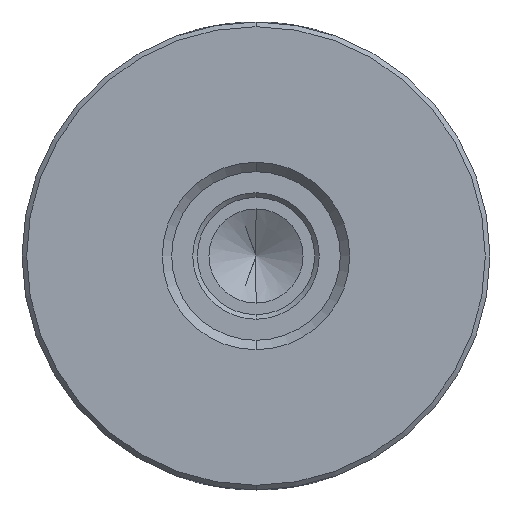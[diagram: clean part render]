
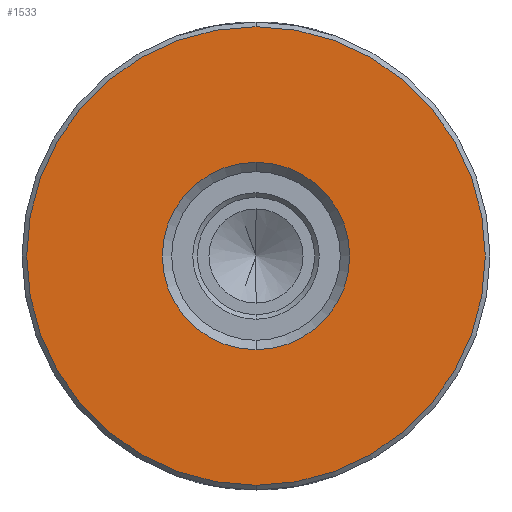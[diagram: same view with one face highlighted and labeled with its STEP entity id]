
A CAD part, front view. The second image highlights one B-rep face of the part: STEP entity #1533.
In plain terms, the highlighted planar face has unit normal (0, -1, 0).
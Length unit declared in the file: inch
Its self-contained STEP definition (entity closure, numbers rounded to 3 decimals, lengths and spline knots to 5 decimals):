
#104 = CARTESIAN_POINT ( 'NONE',  ( 0.03193, -1.85675, 0.37533 ) ) ;
#268 = FACE_BOUND ( 'NONE', #2078, .T. ) ;
#269 = FACE_OUTER_BOUND ( 'NONE', #1692, .T. ) ;
#421 = DIRECTION ( 'NONE',  ( 0., 0., 1. ) ) ;
#559 = DIRECTION ( 'NONE',  ( 0., -1., 0. ) ) ;
#561 = CARTESIAN_POINT ( 'NONE',  ( 0.03193, -1.85675, -0.11417 ) ) ;
#650 = CARTESIAN_POINT ( 'NONE',  ( 0.03193, -1.85675, 0.08583 ) ) ;
#656 = CARTESIAN_POINT ( 'NONE',  ( 0.03193, -1.85675, -0.31417 ) ) ;
#664 = CARTESIAN_POINT ( 'NONE',  ( 0.03193, -1.85675, -0.60367 ) ) ;
#742 = EDGE_CURVE ( 'NONE', #2056, #1908, #1799, .T. ) ;
#743 = EDGE_CURVE ( 'NONE', #1784, #1841, #1806, .T. ) ;
#752 = EDGE_CURVE ( 'NONE', #1908, #2056, #1813, .T. ) ;
#812 = EDGE_CURVE ( 'NONE', #1841, #1784, #1866, .T. ) ;
#824 = AXIS2_PLACEMENT_3D ( 'NONE', #1143, #1124, #1158 ) ;
#825 = AXIS2_PLACEMENT_3D ( 'NONE', #1119, #1068, #1138 ) ;
#831 = AXIS2_PLACEMENT_3D ( 'NONE', #1025, #1183, #1001 ) ;
#852 = AXIS2_PLACEMENT_3D ( 'NONE', #561, #559, #421 ) ;
#1001 = DIRECTION ( 'NONE',  ( 0., 0., -1. ) ) ;
#1025 = CARTESIAN_POINT ( 'NONE',  ( 0.03193, -1.85675, -0.11417 ) ) ;
#1068 = DIRECTION ( 'NONE',  ( 0., -1., 0. ) ) ;
#1119 = CARTESIAN_POINT ( 'NONE',  ( 0.03193, -1.85675, -0.11417 ) ) ;
#1124 = DIRECTION ( 'NONE',  ( 0., -1., 0. ) ) ;
#1138 = DIRECTION ( 'NONE',  ( 0., 0., 1. ) ) ;
#1143 = CARTESIAN_POINT ( 'NONE',  ( 0.03193, -1.85675, -0.11417 ) ) ;
#1158 = DIRECTION ( 'NONE',  ( 0., 0., -1. ) ) ;
#1183 = DIRECTION ( 'NONE',  ( 0., -1., 0. ) ) ;
#1487 = AXIS2_PLACEMENT_3D ( 'NONE', #2027, #1964, #2032 ) ;
#1533 = ADVANCED_FACE ( 'NONE', ( #269, #268 ), #1933, .F. ) ;
#1592 = ORIENTED_EDGE ( 'NONE', *, *, #812, .T. ) ;
#1607 = ORIENTED_EDGE ( 'NONE', *, *, #742, .F. ) ;
#1619 = ORIENTED_EDGE ( 'NONE', *, *, #752, .F. ) ;
#1657 = ORIENTED_EDGE ( 'NONE', *, *, #743, .T. ) ;
#1692 = EDGE_LOOP ( 'NONE', ( #1657, #1592 ) ) ;
#1784 = VERTEX_POINT ( 'NONE', #104 ) ;
#1799 = CIRCLE ( 'NONE', #824, 0.2 ) ;
#1806 = CIRCLE ( 'NONE', #825, 0.4895 ) ;
#1813 = CIRCLE ( 'NONE', #831, 0.2 ) ;
#1841 = VERTEX_POINT ( 'NONE', #664 ) ;
#1866 = CIRCLE ( 'NONE', #852, 0.4895 ) ;
#1908 = VERTEX_POINT ( 'NONE', #650 ) ;
#1933 = PLANE ( 'NONE',  #1487 ) ;
#1964 = DIRECTION ( 'NONE',  ( 0., 1., 0. ) ) ;
#2027 = CARTESIAN_POINT ( 'NONE',  ( 0.03193, -1.85675, -0.11417 ) ) ;
#2032 = DIRECTION ( 'NONE',  ( 0., 0., 1. ) ) ;
#2056 = VERTEX_POINT ( 'NONE', #656 ) ;
#2078 = EDGE_LOOP ( 'NONE', ( #1607, #1619 ) ) ;
